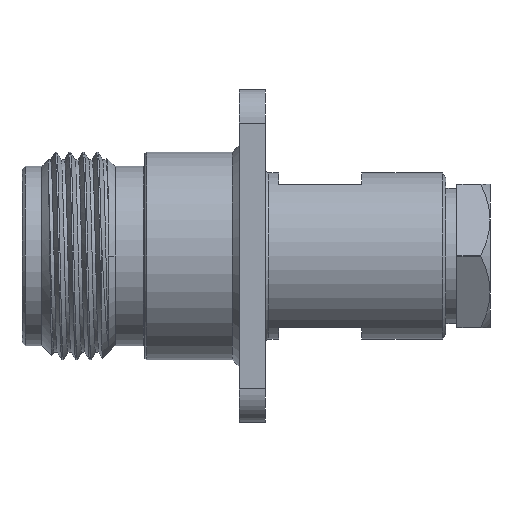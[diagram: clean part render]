
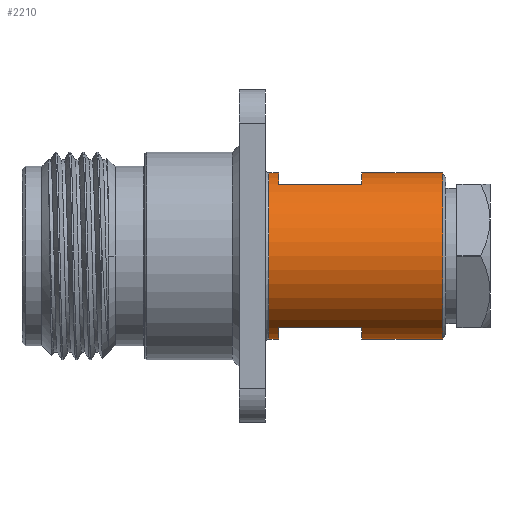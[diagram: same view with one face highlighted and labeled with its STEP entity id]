
A CAD part, front view. The second image highlights one B-rep face of the part: STEP entity #2210.
In plain terms, the highlighted cylindrical face has radius 6.35 mm (diameter 12.7 mm), a partial arc.
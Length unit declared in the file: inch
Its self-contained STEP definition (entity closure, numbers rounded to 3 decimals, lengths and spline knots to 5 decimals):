
#47 = VERTEX_POINT ( 'NONE', #741 ) ;
#113 = CARTESIAN_POINT ( 'NONE',  ( 1.06545, 0., 0. ) ) ;
#139 = EDGE_CURVE ( 'NONE', #4121, #2730, #3653, .T. ) ;
#231 = CARTESIAN_POINT ( 'NONE',  ( 1.26572, 0., -0.25 ) ) ;
#258 = ORIENTED_EDGE ( 'NONE', *, *, #4397, .T. ) ;
#267 = CIRCLE ( 'NONE', #3913, 0.25 ) ;
#358 = CYLINDRICAL_SURFACE ( 'NONE', #1925, 0.25 ) ;
#446 = ORIENTED_EDGE ( 'NONE', *, *, #3408, .F. ) ;
#505 = VECTOR ( 'NONE', #1201, 39.37008 ) ;
#530 = VERTEX_POINT ( 'NONE', #3212 ) ;
#537 = ORIENTED_EDGE ( 'NONE', *, *, #139, .F. ) ;
#569 = EDGE_CURVE ( 'NONE', #3430, #1475, #1924, .T. ) ;
#610 = EDGE_CURVE ( 'NONE', #2730, #1475, #1058, .T. ) ;
#620 = CARTESIAN_POINT ( 'NONE',  ( 1.06545, -0.12495, 0.21654 ) ) ;
#622 = VECTOR ( 'NONE', #2015, 39.37008 ) ;
#627 = FACE_OUTER_BOUND ( 'NONE', #4597, .T. ) ;
#741 = CARTESIAN_POINT ( 'NONE',  ( 0.77228, 0., -0.25 ) ) ;
#874 = ORIENTED_EDGE ( 'NONE', *, *, #2879, .F. ) ;
#927 = VECTOR ( 'NONE', #3436, 39.37008 ) ;
#930 = CARTESIAN_POINT ( 'NONE',  ( 1.06545, 0., -0.25 ) ) ;
#931 = ORIENTED_EDGE ( 'NONE', *, *, #610, .F. ) ;
#956 = VECTOR ( 'NONE', #1380, 39.37008 ) ;
#1058 = CIRCLE ( 'NONE', #1774, 0.25 ) ;
#1086 = DIRECTION ( 'NONE',  ( 1., 0., 0. ) ) ;
#1091 = DIRECTION ( 'NONE',  ( -1., 0., 0. ) ) ;
#1150 = AXIS2_PLACEMENT_3D ( 'NONE', #2775, #1091, #3202 ) ;
#1201 = DIRECTION ( 'NONE',  ( 1., 0., 0. ) ) ;
#1207 = CARTESIAN_POINT ( 'NONE',  ( 1.06545, 0., 0.25 ) ) ;
#1232 = VERTEX_POINT ( 'NONE', #5315 ) ;
#1374 = ORIENTED_EDGE ( 'NONE', *, *, #569, .T. ) ;
#1380 = DIRECTION ( 'NONE',  ( 1., 0., 0. ) ) ;
#1437 = DIRECTION ( 'NONE',  ( -1., 0., 0. ) ) ;
#1475 = VERTEX_POINT ( 'NONE', #231 ) ;
#1606 = VERTEX_POINT ( 'NONE', #2430 ) ;
#1617 = EDGE_CURVE ( 'NONE', #1232, #4121, #1853, .T. ) ;
#1774 = AXIS2_PLACEMENT_3D ( 'NONE', #5489, #3352, #2914 ) ;
#1782 = CIRCLE ( 'NONE', #2387, 0.25 ) ;
#1853 = CIRCLE ( 'NONE', #2326, 0.25 ) ;
#1866 = CARTESIAN_POINT ( 'NONE',  ( 0.77228, -0.12495, -0.21654 ) ) ;
#1875 = DIRECTION ( 'NONE',  ( 1., 0., 0. ) ) ;
#1913 = CIRCLE ( 'NONE', #4670, 0.25 ) ;
#1924 = LINE ( 'NONE', #2528, #505 ) ;
#1925 = AXIS2_PLACEMENT_3D ( 'NONE', #113, #1875, #3982 ) ;
#2015 = DIRECTION ( 'NONE',  ( 1., 0., 0. ) ) ;
#2016 = EDGE_CURVE ( 'NONE', #4241, #1606, #1913, .T. ) ;
#2144 = VERTEX_POINT ( 'NONE', #2178 ) ;
#2178 = CARTESIAN_POINT ( 'NONE',  ( 1.02228, -0.12495, -0.21654 ) ) ;
#2210 = ADVANCED_FACE ( 'NONE', ( #627 ), #358, .T. ) ;
#2254 = DIRECTION ( 'NONE',  ( 0., 0., -1. ) ) ;
#2262 = CARTESIAN_POINT ( 'NONE',  ( 0.77228, 0., 0. ) ) ;
#2274 = EDGE_CURVE ( 'NONE', #3430, #2144, #3635, .T. ) ;
#2326 = AXIS2_PLACEMENT_3D ( 'NONE', #2977, #3390, #4220 ) ;
#2335 = DIRECTION ( 'NONE',  ( 1., 0., 0. ) ) ;
#2387 = AXIS2_PLACEMENT_3D ( 'NONE', #4338, #5154, #2254 ) ;
#2430 = CARTESIAN_POINT ( 'NONE',  ( 0.77228, 0., 0.25 ) ) ;
#2528 = CARTESIAN_POINT ( 'NONE',  ( 1.06545, 0., -0.25 ) ) ;
#2604 = ORIENTED_EDGE ( 'NONE', *, *, #1617, .F. ) ;
#2672 = DIRECTION ( 'NONE',  ( 0., 0., -1. ) ) ;
#2730 = VERTEX_POINT ( 'NONE', #4137 ) ;
#2761 = ORIENTED_EDGE ( 'NONE', *, *, #5088, .T. ) ;
#2775 = CARTESIAN_POINT ( 'NONE',  ( 1.02228, 0., 0. ) ) ;
#2778 = LINE ( 'NONE', #3865, #2910 ) ;
#2801 = DIRECTION ( 'NONE',  ( 0., 0., -1. ) ) ;
#2879 = EDGE_CURVE ( 'NONE', #3657, #1606, #2915, .T. ) ;
#2910 = VECTOR ( 'NONE', #1437, 39.37008 ) ;
#2914 = DIRECTION ( 'NONE',  ( 0., 0., -1. ) ) ;
#2915 = LINE ( 'NONE', #4783, #622 ) ;
#2977 = CARTESIAN_POINT ( 'NONE',  ( 1.02228, 0., 0. ) ) ;
#3015 = ORIENTED_EDGE ( 'NONE', *, *, #3200, .F. ) ;
#3111 = LINE ( 'NONE', #620, #4217 ) ;
#3143 = CARTESIAN_POINT ( 'NONE',  ( 1.02228, 0., -0.25 ) ) ;
#3200 = EDGE_CURVE ( 'NONE', #2144, #5197, #2778, .T. ) ;
#3202 = DIRECTION ( 'NONE',  ( 0., 0., -1. ) ) ;
#3212 = CARTESIAN_POINT ( 'NONE',  ( 0.74228, 0., -0.25 ) ) ;
#3222 = ORIENTED_EDGE ( 'NONE', *, *, #5462, .T. ) ;
#3307 = CARTESIAN_POINT ( 'NONE',  ( 0.74228, 0., 0.25 ) ) ;
#3352 = DIRECTION ( 'NONE',  ( 1., 0., 0. ) ) ;
#3390 = DIRECTION ( 'NONE',  ( -1., 0., 0. ) ) ;
#3408 = EDGE_CURVE ( 'NONE', #4241, #1232, #3111, .T. ) ;
#3413 = CARTESIAN_POINT ( 'NONE',  ( 0.77228, -0.12495, 0.21654 ) ) ;
#3430 = VERTEX_POINT ( 'NONE', #3143 ) ;
#3436 = DIRECTION ( 'NONE',  ( 1., 0., 0. ) ) ;
#3635 = CIRCLE ( 'NONE', #1150, 0.25 ) ;
#3653 = LINE ( 'NONE', #1207, #927 ) ;
#3657 = VERTEX_POINT ( 'NONE', #3307 ) ;
#3842 = CARTESIAN_POINT ( 'NONE',  ( 1.02228, 0., 0.25 ) ) ;
#3865 = CARTESIAN_POINT ( 'NONE',  ( 1.06545, -0.12495, -0.21654 ) ) ;
#3913 = AXIS2_PLACEMENT_3D ( 'NONE', #5362, #2335, #2801 ) ;
#3982 = DIRECTION ( 'NONE',  ( 0., 0., -1. ) ) ;
#4121 = VERTEX_POINT ( 'NONE', #3842 ) ;
#4137 = CARTESIAN_POINT ( 'NONE',  ( 1.26572, 0., 0.25 ) ) ;
#4143 = ORIENTED_EDGE ( 'NONE', *, *, #2274, .F. ) ;
#4217 = VECTOR ( 'NONE', #1086, 39.37008 ) ;
#4220 = DIRECTION ( 'NONE',  ( 0., 0., -1. ) ) ;
#4241 = VERTEX_POINT ( 'NONE', #3413 ) ;
#4318 = DIRECTION ( 'NONE',  ( -1., 0., 0. ) ) ;
#4338 = CARTESIAN_POINT ( 'NONE',  ( 0.77228, 0., 0. ) ) ;
#4397 = EDGE_CURVE ( 'NONE', #3657, #530, #267, .T. ) ;
#4414 = LINE ( 'NONE', #930, #956 ) ;
#4597 = EDGE_LOOP ( 'NONE', ( #874, #258, #2761, #3222, #3015, #4143, #1374, #931, #537, #2604, #446, #4747 ) ) ;
#4670 = AXIS2_PLACEMENT_3D ( 'NONE', #2262, #4318, #2672 ) ;
#4747 = ORIENTED_EDGE ( 'NONE', *, *, #2016, .T. ) ;
#4783 = CARTESIAN_POINT ( 'NONE',  ( 1.06545, 0., 0.25 ) ) ;
#5088 = EDGE_CURVE ( 'NONE', #530, #47, #4414, .T. ) ;
#5154 = DIRECTION ( 'NONE',  ( -1., 0., 0. ) ) ;
#5197 = VERTEX_POINT ( 'NONE', #1866 ) ;
#5315 = CARTESIAN_POINT ( 'NONE',  ( 1.02228, -0.12495, 0.21654 ) ) ;
#5362 = CARTESIAN_POINT ( 'NONE',  ( 0.74228, 0., 0. ) ) ;
#5462 = EDGE_CURVE ( 'NONE', #47, #5197, #1782, .T. ) ;
#5489 = CARTESIAN_POINT ( 'NONE',  ( 1.26572, 0., 0. ) ) ;
